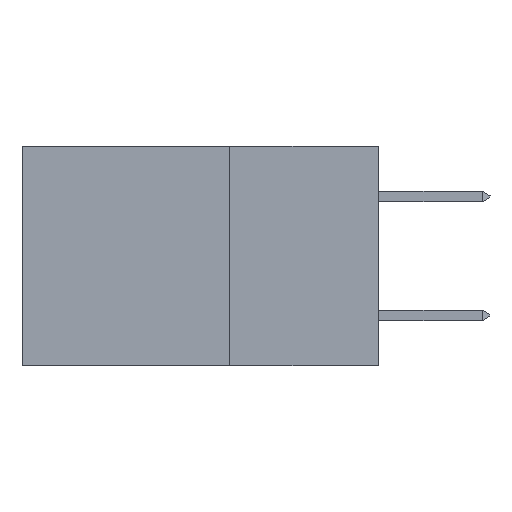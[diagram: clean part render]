
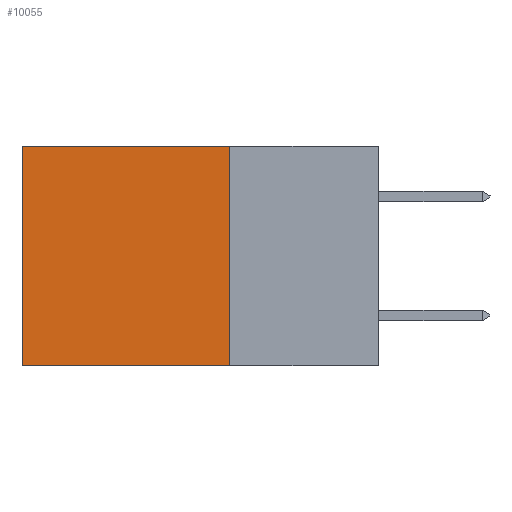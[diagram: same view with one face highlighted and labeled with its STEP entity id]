
A CAD part, left-side view. The second image highlights one B-rep face of the part: STEP entity #10055.
In plain terms, the highlighted planar face has unit normal (-1, 0, 0).
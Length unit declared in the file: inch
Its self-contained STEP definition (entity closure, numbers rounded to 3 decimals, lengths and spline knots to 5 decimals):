
#251 = EDGE_CURVE ( 'NONE', #23374, #2128, #13537, .T. ) ;
#1743 = LINE ( 'NONE', #5659, #19688 ) ;
#2128 = VERTEX_POINT ( 'NONE', #8977 ) ;
#3317 = CARTESIAN_POINT ( 'NONE',  ( 0.2615, 0.6, -0.37 ) ) ;
#4514 = DIRECTION ( 'NONE',  ( 1., 0., 0. ) ) ;
#5659 = CARTESIAN_POINT ( 'NONE',  ( 0.2615, 0.25, -0.37 ) ) ;
#6210 = EDGE_CURVE ( 'NONE', #23374, #6721, #20459, .T. ) ;
#6721 = VERTEX_POINT ( 'NONE', #9681 ) ;
#7289 = ORIENTED_EDGE ( 'NONE', *, *, #251, .F. ) ;
#8202 = EDGE_LOOP ( 'NONE', ( #19682, #22349, #7289, #13173 ) ) ;
#8627 = AXIS2_PLACEMENT_3D ( 'NONE', #22017, #4514, #14622 ) ;
#8840 = DIRECTION ( 'NONE',  ( 0., 1., 0. ) ) ;
#8977 = CARTESIAN_POINT ( 'NONE',  ( 0.2615, 0.25, -0.37 ) ) ;
#9681 = CARTESIAN_POINT ( 'NONE',  ( 0.2615, 0.6, 0. ) ) ;
#10055 = ADVANCED_FACE ( 'NONE', ( #10388 ), #22272, .F. ) ;
#10388 = FACE_OUTER_BOUND ( 'NONE', #8202, .T. ) ;
#10833 = DIRECTION ( 'NONE',  ( 0., 0., -1. ) ) ;
#11102 = LINE ( 'NONE', #21034, #25575 ) ;
#13173 = ORIENTED_EDGE ( 'NONE', *, *, #6210, .T. ) ;
#13537 = LINE ( 'NONE', #23510, #20054 ) ;
#14622 = DIRECTION ( 'NONE',  ( 0., 0., -1. ) ) ;
#15130 = VECTOR ( 'NONE', #8840, 39.37008 ) ;
#15351 = CARTESIAN_POINT ( 'NONE',  ( 0.2615, 0.25, 0. ) ) ;
#15772 = DIRECTION ( 'NONE',  ( 0., 1., 0. ) ) ;
#16958 = VERTEX_POINT ( 'NONE', #3317 ) ;
#17096 = EDGE_CURVE ( 'NONE', #2128, #16958, #1743, .T. ) ;
#19682 = ORIENTED_EDGE ( 'NONE', *, *, #23430, .T. ) ;
#19688 = VECTOR ( 'NONE', #15772, 39.37008 ) ;
#20054 = VECTOR ( 'NONE', #25589, 39.37008 ) ;
#20459 = LINE ( 'NONE', #20607, #15130 ) ;
#20607 = CARTESIAN_POINT ( 'NONE',  ( 0.2615, 0.25, 0. ) ) ;
#21034 = CARTESIAN_POINT ( 'NONE',  ( 0.2615, 0.6, -0.37 ) ) ;
#22017 = CARTESIAN_POINT ( 'NONE',  ( 0.2615, 0.25, -0.37 ) ) ;
#22272 = PLANE ( 'NONE',  #8627 ) ;
#22349 = ORIENTED_EDGE ( 'NONE', *, *, #17096, .F. ) ;
#23374 = VERTEX_POINT ( 'NONE', #15351 ) ;
#23430 = EDGE_CURVE ( 'NONE', #6721, #16958, #11102, .T. ) ;
#23510 = CARTESIAN_POINT ( 'NONE',  ( 0.2615, 0.25, -0.37 ) ) ;
#25575 = VECTOR ( 'NONE', #10833, 39.37008 ) ;
#25589 = DIRECTION ( 'NONE',  ( 0., 0., -1. ) ) ;
